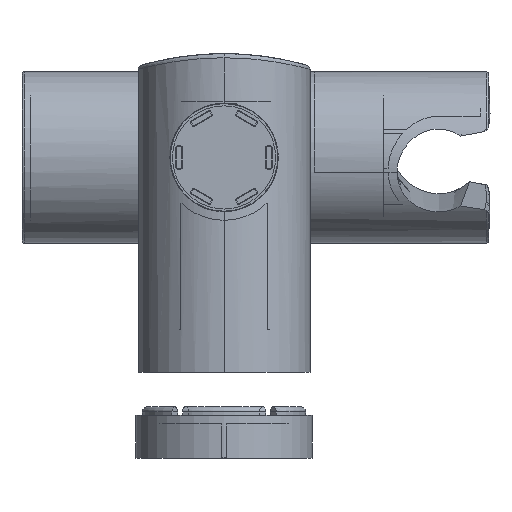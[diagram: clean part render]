
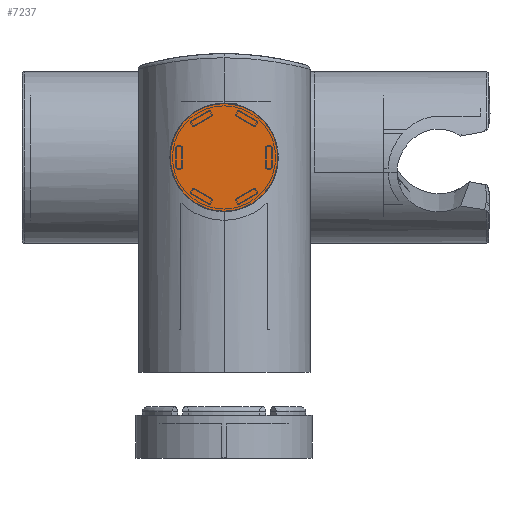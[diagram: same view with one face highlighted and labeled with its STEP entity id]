
A CAD part, front view. The second image highlights one B-rep face of the part: STEP entity #7237.
In plain terms, the highlighted planar face has unit normal (0, -1, 0).
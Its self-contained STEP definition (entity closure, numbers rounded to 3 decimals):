
#1695=CARTESIAN_POINT('',(0.,-2.,0.));
#1696=DIRECTION('',(0.,-1.,0.));
#1697=DIRECTION('',(-1.,0.,0.));
#1698=AXIS2_PLACEMENT_3D('',#1695,#1696,#1697);
#1700=CARTESIAN_POINT('',(0.,-2.,0.));
#1701=DIRECTION('',(0.,-1.,0.));
#1702=DIRECTION('',(1.,0.,0.));
#1703=AXIS2_PLACEMENT_3D('',#1700,#1701,#1702);
#6003=CARTESIAN_POINT('',(-12.5,-2.,0.));
#6004=CARTESIAN_POINT('',(12.5,-2.,0.));
#6005=VERTEX_POINT('',#6003);
#6006=VERTEX_POINT('',#6004);
#7228=CARTESIAN_POINT('',(0.,-2.,0.));
#7229=DIRECTION('',(0.,-1.,0.));
#7230=DIRECTION('',(-1.,0.,0.));
#7231=AXIS2_PLACEMENT_3D('',#7228,#7229,#7230);
#7232=PLANE('',#7231);
#7233=ORIENTED_EDGE('',*,*,#7179,.F.);
#7234=ORIENTED_EDGE('',*,*,#7208,.F.);
#7235=EDGE_LOOP('',(#7233,#7234));
#7236=FACE_OUTER_BOUND('',#7235,.F.);
#7237=ADVANCED_FACE('',(#7236),#7232,.T.);
#1699=CIRCLE('',#1698,12.5);
#1704=CIRCLE('',#1703,12.5);
#7179=EDGE_CURVE('',#6005,#6006,#1699,.T.);
#7208=EDGE_CURVE('',#6006,#6005,#1704,.T.);
